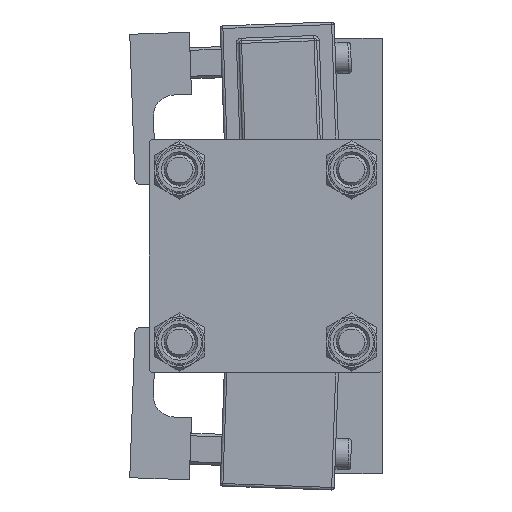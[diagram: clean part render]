
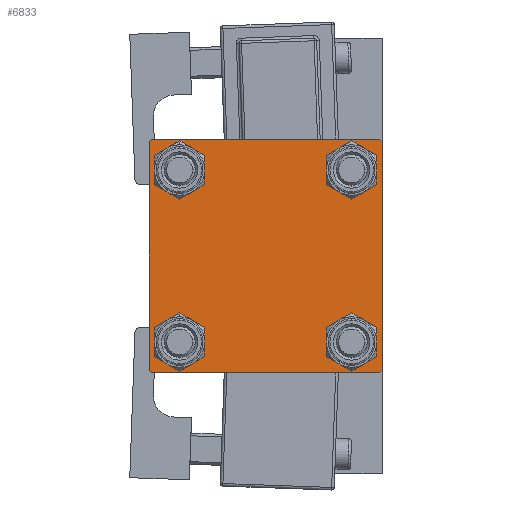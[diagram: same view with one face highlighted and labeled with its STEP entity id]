
A CAD part, left-side view. The second image highlights one B-rep face of the part: STEP entity #6833.
In plain terms, the highlighted planar face has unit normal (-1, 0, 0).
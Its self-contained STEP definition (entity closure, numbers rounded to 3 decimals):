
#87 = AXIS2_PLACEMENT_3D ( 'NONE', #8968, #44100, #1161 ) ;
#1010 = EDGE_CURVE ( 'NONE', #31188, #17645, #43467, .T. ) ;
#1161 = DIRECTION ( 'NONE',  ( 0., 0., 1. ) ) ;
#1377 = CARTESIAN_POINT ( 'NONE',  ( 0., 16.6, 13.1 ) ) ;
#2052 = CARTESIAN_POINT ( 'NONE',  ( 0., -22.5, 22.5 ) ) ;
#2060 = VERTEX_POINT ( 'NONE', #12501 ) ;
#2090 = ORIENTED_EDGE ( 'NONE', *, *, #1010, .T. ) ;
#2145 = CIRCLE ( 'NONE', #41665, 3.5 ) ;
#2526 = CARTESIAN_POINT ( 'NONE',  ( 0., 16.6, 16.6 ) ) ;
#2568 = DIRECTION ( 'NONE',  ( 0., 0., 1. ) ) ;
#2630 = VECTOR ( 'NONE', #25529, 1000. ) ;
#2998 = DIRECTION ( 'NONE',  ( 0., -0.707, 0.707 ) ) ;
#3012 = VERTEX_POINT ( 'NONE', #44471 ) ;
#3370 = CARTESIAN_POINT ( 'NONE',  ( 0., 22.25, -22.25 ) ) ;
#4771 = VECTOR ( 'NONE', #5241, 1000. ) ;
#5068 = ORIENTED_EDGE ( 'NONE', *, *, #7394, .F. ) ;
#5241 = DIRECTION ( 'NONE',  ( 0., -1., 0. ) ) ;
#5279 = VECTOR ( 'NONE', #2998, 1000. ) ;
#5733 = AXIS2_PLACEMENT_3D ( 'NONE', #26502, #34338, #22457 ) ;
#6734 = CARTESIAN_POINT ( 'NONE',  ( 0., -22.5, 22. ) ) ;
#6833 = ADVANCED_FACE ( 'NONE', ( #29055, #44491, #9515, #14886, #33849 ), #18906, .T. ) ;
#6957 = CARTESIAN_POINT ( 'NONE',  ( 0., 22.5, -22. ) ) ;
#7095 = DIRECTION ( 'NONE',  ( 0., 0.707, 0.707 ) ) ;
#7394 = EDGE_CURVE ( 'NONE', #47231, #47804, #30210, .T. ) ;
#8067 = EDGE_CURVE ( 'NONE', #10232, #47804, #14923, .T. ) ;
#8120 = CARTESIAN_POINT ( 'NONE',  ( 0., -16.6, 16.6 ) ) ;
#8138 = CIRCLE ( 'NONE', #87, 3.5 ) ;
#8195 = EDGE_CURVE ( 'NONE', #44830, #46898, #29430, .T. ) ;
#8235 = EDGE_LOOP ( 'NONE', ( #19419, #42316, #21120, #25723, #28206, #21429, #5068, #8533 ) ) ;
#8360 = DIRECTION ( 'NONE',  ( 0., 0., 1. ) ) ;
#8533 = ORIENTED_EDGE ( 'NONE', *, *, #21758, .T. ) ;
#8967 = CARTESIAN_POINT ( 'NONE',  ( 0., 16.6, 20.1 ) ) ;
#8968 = CARTESIAN_POINT ( 'NONE',  ( 0., 16.6, 16.6 ) ) ;
#9483 = DIRECTION ( 'NONE',  ( 1., 0., 0. ) ) ;
#9515 = FACE_BOUND ( 'NONE', #45661, .T. ) ;
#9524 = CARTESIAN_POINT ( 'NONE',  ( 0., -22., -22.5 ) ) ;
#10232 = VERTEX_POINT ( 'NONE', #6734 ) ;
#12338 = ORIENTED_EDGE ( 'NONE', *, *, #42465, .T. ) ;
#12501 = CARTESIAN_POINT ( 'NONE',  ( 0., 16.6, -20.1 ) ) ;
#12917 = VECTOR ( 'NONE', #38099, 1000. ) ;
#13972 = CARTESIAN_POINT ( 'NONE',  ( 0., 22., -22.5 ) ) ;
#14585 = EDGE_LOOP ( 'NONE', ( #30367, #40197 ) ) ;
#14886 = FACE_BOUND ( 'NONE', #27683, .T. ) ;
#14923 = LINE ( 'NONE', #37678, #22969 ) ;
#15022 = ORIENTED_EDGE ( 'NONE', *, *, #8195, .T. ) ;
#15043 = EDGE_CURVE ( 'NONE', #20399, #27691, #21563, .T. ) ;
#15140 = ORIENTED_EDGE ( 'NONE', *, *, #20375, .T. ) ;
#15586 = VERTEX_POINT ( 'NONE', #6957 ) ;
#16026 = CARTESIAN_POINT ( 'NONE',  ( 0., -22., 22.5 ) ) ;
#17645 = VERTEX_POINT ( 'NONE', #38925 ) ;
#18744 = DIRECTION ( 'NONE',  ( 0., -0.707, -0.707 ) ) ;
#18906 = PLANE ( 'NONE',  #5733 ) ;
#18956 = EDGE_CURVE ( 'NONE', #27691, #20399, #42117, .T. ) ;
#19419 = ORIENTED_EDGE ( 'NONE', *, *, #40603, .T. ) ;
#20375 = EDGE_CURVE ( 'NONE', #17645, #31188, #46987, .T. ) ;
#20399 = VERTEX_POINT ( 'NONE', #21606 ) ;
#20567 = LINE ( 'NONE', #35261, #34124 ) ;
#20786 = CARTESIAN_POINT ( 'NONE',  ( 0., 16.6, -13.1 ) ) ;
#20789 = EDGE_CURVE ( 'NONE', #10232, #43417, #48302, .T. ) ;
#21120 = ORIENTED_EDGE ( 'NONE', *, *, #38820, .T. ) ;
#21165 = CARTESIAN_POINT ( 'NONE',  ( 0., 22., 22.5 ) ) ;
#21429 = ORIENTED_EDGE ( 'NONE', *, *, #8067, .T. ) ;
#21563 = CIRCLE ( 'NONE', #40151, 3.5 ) ;
#21606 = CARTESIAN_POINT ( 'NONE',  ( 0., -16.6, -13.1 ) ) ;
#21674 = AXIS2_PLACEMENT_3D ( 'NONE', #8120, #47038, #8360 ) ;
#21758 = EDGE_CURVE ( 'NONE', #47231, #3012, #20567, .T. ) ;
#21981 = CARTESIAN_POINT ( 'NONE',  ( 0., -16.6, -16.6 ) ) ;
#22295 = CARTESIAN_POINT ( 'NONE',  ( 0., -16.6, -20.1 ) ) ;
#22457 = DIRECTION ( 'NONE',  ( 0., 0., 1. ) ) ;
#22539 = LINE ( 'NONE', #3370, #31168 ) ;
#22969 = VECTOR ( 'NONE', #7095, 1000. ) ;
#23544 = AXIS2_PLACEMENT_3D ( 'NONE', #31530, #46216, #35586 ) ;
#24802 = CARTESIAN_POINT ( 'NONE',  ( 0., 16.6, -16.6 ) ) ;
#25529 = DIRECTION ( 'NONE',  ( 0., 0., -1. ) ) ;
#25536 = DIRECTION ( 'NONE',  ( 1., 0., 0. ) ) ;
#25723 = ORIENTED_EDGE ( 'NONE', *, *, #47407, .T. ) ;
#25742 = DIRECTION ( 'NONE',  ( 0., 0., 1. ) ) ;
#26032 = VERTEX_POINT ( 'NONE', #9524 ) ;
#26151 = CARTESIAN_POINT ( 'NONE',  ( 0., -16.6, 13.1 ) ) ;
#26502 = CARTESIAN_POINT ( 'NONE',  ( 0., 0., 0. ) ) ;
#27683 = EDGE_LOOP ( 'NONE', ( #15022, #12338 ) ) ;
#27691 = VERTEX_POINT ( 'NONE', #22295 ) ;
#28206 = ORIENTED_EDGE ( 'NONE', *, *, #20789, .F. ) ;
#28635 = AXIS2_PLACEMENT_3D ( 'NONE', #2526, #48266, #33077 ) ;
#29055 = FACE_BOUND ( 'NONE', #33304, .T. ) ;
#29171 = VECTOR ( 'NONE', #37800, 1000. ) ;
#29430 = CIRCLE ( 'NONE', #28635, 3.5 ) ;
#29702 = VERTEX_POINT ( 'NONE', #13972 ) ;
#29755 = EDGE_CURVE ( 'NONE', #15586, #29702, #22539, .T. ) ;
#30210 = LINE ( 'NONE', #46638, #29171 ) ;
#30367 = ORIENTED_EDGE ( 'NONE', *, *, #15043, .T. ) ;
#30753 = LINE ( 'NONE', #46173, #5279 ) ;
#31168 = VECTOR ( 'NONE', #18744, 1000. ) ;
#31188 = VERTEX_POINT ( 'NONE', #26151 ) ;
#31530 = CARTESIAN_POINT ( 'NONE',  ( 0., -16.6, -16.6 ) ) ;
#32308 = EDGE_CURVE ( 'NONE', #36215, #2060, #34417, .T. ) ;
#32537 = EDGE_CURVE ( 'NONE', #2060, #36215, #2145, .T. ) ;
#32783 = AXIS2_PLACEMENT_3D ( 'NONE', #24802, #40923, #25742 ) ;
#33077 = DIRECTION ( 'NONE',  ( 0., 0., 1. ) ) ;
#33304 = EDGE_LOOP ( 'NONE', ( #15140, #2090 ) ) ;
#33849 = FACE_OUTER_BOUND ( 'NONE', #8235, .T. ) ;
#34097 = AXIS2_PLACEMENT_3D ( 'NONE', #36280, #9483, #36523 ) ;
#34124 = VECTOR ( 'NONE', #46643, 1000. ) ;
#34338 = DIRECTION ( 'NONE',  ( -1., 0., 0. ) ) ;
#34417 = CIRCLE ( 'NONE', #32783, 3.5 ) ;
#35261 = CARTESIAN_POINT ( 'NONE',  ( 0., 22.25, 22.25 ) ) ;
#35586 = DIRECTION ( 'NONE',  ( 0., 0., 1. ) ) ;
#36215 = VERTEX_POINT ( 'NONE', #20786 ) ;
#36280 = CARTESIAN_POINT ( 'NONE',  ( 0., -16.6, 16.6 ) ) ;
#36523 = DIRECTION ( 'NONE',  ( 0., 0., 1. ) ) ;
#37678 = CARTESIAN_POINT ( 'NONE',  ( 0., -22.25, 22.25 ) ) ;
#37800 = DIRECTION ( 'NONE',  ( 0., -1., 0. ) ) ;
#38099 = DIRECTION ( 'NONE',  ( 0., 0., -1. ) ) ;
#38820 = EDGE_CURVE ( 'NONE', #29702, #26032, #38857, .T. ) ;
#38857 = LINE ( 'NONE', #39608, #4771 ) ;
#38925 = CARTESIAN_POINT ( 'NONE',  ( 0., -16.6, 20.1 ) ) ;
#39114 = DIRECTION ( 'NONE',  ( 1., 0., 0. ) ) ;
#39608 = CARTESIAN_POINT ( 'NONE',  ( 0., 22.5, -22.5 ) ) ;
#39613 = CARTESIAN_POINT ( 'NONE',  ( 0., 16.6, -16.6 ) ) ;
#40151 = AXIS2_PLACEMENT_3D ( 'NONE', #21981, #25536, #2568 ) ;
#40197 = ORIENTED_EDGE ( 'NONE', *, *, #18956, .T. ) ;
#40290 = CARTESIAN_POINT ( 'NONE',  ( 0., -22.5, -22. ) ) ;
#40603 = EDGE_CURVE ( 'NONE', #3012, #15586, #50000, .T. ) ;
#40923 = DIRECTION ( 'NONE',  ( 1., 0., 0. ) ) ;
#41665 = AXIS2_PLACEMENT_3D ( 'NONE', #39613, #39114, #46450 ) ;
#42117 = CIRCLE ( 'NONE', #23544, 3.5 ) ;
#42316 = ORIENTED_EDGE ( 'NONE', *, *, #29755, .T. ) ;
#42465 = EDGE_CURVE ( 'NONE', #46898, #44830, #8138, .T. ) ;
#42628 = ORIENTED_EDGE ( 'NONE', *, *, #32537, .T. ) ;
#42649 = CARTESIAN_POINT ( 'NONE',  ( 0., 22.5, 22.5 ) ) ;
#43417 = VERTEX_POINT ( 'NONE', #40290 ) ;
#43467 = CIRCLE ( 'NONE', #21674, 3.5 ) ;
#44100 = DIRECTION ( 'NONE',  ( 1., 0., 0. ) ) ;
#44471 = CARTESIAN_POINT ( 'NONE',  ( 0., 22.5, 22. ) ) ;
#44491 = FACE_BOUND ( 'NONE', #14585, .T. ) ;
#44830 = VERTEX_POINT ( 'NONE', #8967 ) ;
#45661 = EDGE_LOOP ( 'NONE', ( #49719, #42628 ) ) ;
#46173 = CARTESIAN_POINT ( 'NONE',  ( 0., -22.25, -22.25 ) ) ;
#46216 = DIRECTION ( 'NONE',  ( 1., 0., 0. ) ) ;
#46450 = DIRECTION ( 'NONE',  ( 0., 0., 1. ) ) ;
#46638 = CARTESIAN_POINT ( 'NONE',  ( 0., 22.5, 22.5 ) ) ;
#46643 = DIRECTION ( 'NONE',  ( 0., 0.707, -0.707 ) ) ;
#46898 = VERTEX_POINT ( 'NONE', #1377 ) ;
#46987 = CIRCLE ( 'NONE', #34097, 3.5 ) ;
#47038 = DIRECTION ( 'NONE',  ( 1., 0., 0. ) ) ;
#47231 = VERTEX_POINT ( 'NONE', #21165 ) ;
#47407 = EDGE_CURVE ( 'NONE', #26032, #43417, #30753, .T. ) ;
#47804 = VERTEX_POINT ( 'NONE', #16026 ) ;
#48266 = DIRECTION ( 'NONE',  ( 1., 0., 0. ) ) ;
#48302 = LINE ( 'NONE', #2052, #2630 ) ;
#49719 = ORIENTED_EDGE ( 'NONE', *, *, #32308, .T. ) ;
#50000 = LINE ( 'NONE', #42649, #12917 ) ;
